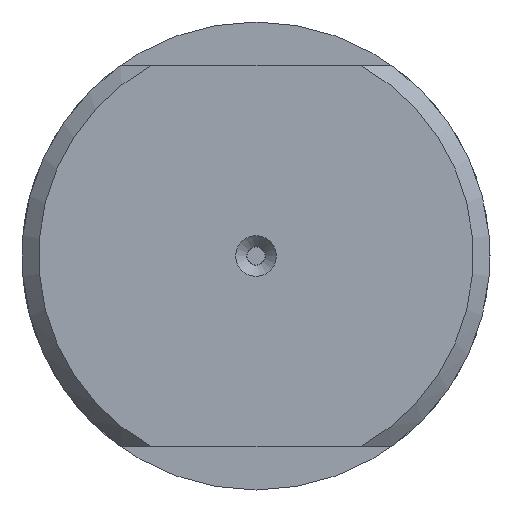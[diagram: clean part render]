
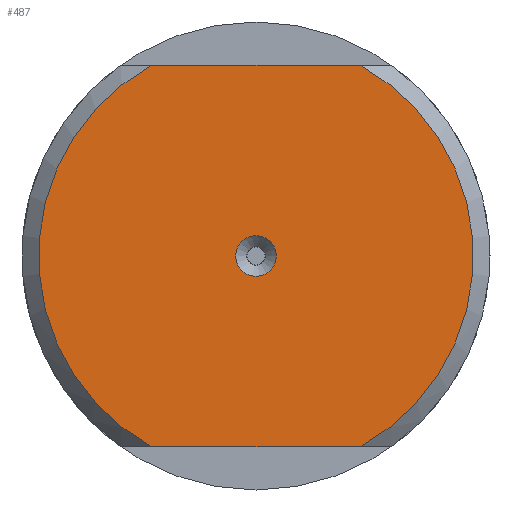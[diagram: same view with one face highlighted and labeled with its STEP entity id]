
A CAD part, left-side view. The second image highlights one B-rep face of the part: STEP entity #487.
In plain terms, the highlighted planar face has unit normal (-1, 0, 0).
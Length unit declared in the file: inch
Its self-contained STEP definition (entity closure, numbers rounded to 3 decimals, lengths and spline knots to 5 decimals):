
#22=LINE('',#848,#32);
#26=LINE('',#865,#36);
#32=VECTOR('',#675,0.37591);
#36=VECTOR('',#681,0.37591);
#52=PLANE('',#556);
#77=FACE_BOUND('',#191,.T.);
#131=FACE_OUTER_BOUND('',#190,.T.);
#190=EDGE_LOOP('',(#414,#415,#416,#417));
#191=EDGE_LOOP('',(#418));
#219=CIRCLE('',#524,0.0365);
#234=CIRCLE('',#555,0.392);
#235=CIRCLE('',#557,0.392);
#253=VERTEX_POINT('',#768);
#270=VERTEX_POINT('',#843);
#271=VERTEX_POINT('',#847);
#276=VERTEX_POINT('',#860);
#277=VERTEX_POINT('',#864);
#297=EDGE_CURVE('',#253,#253,#219,.T.);
#316=EDGE_CURVE('',#271,#270,#22,.T.);
#322=EDGE_CURVE('',#277,#276,#26,.T.);
#330=EDGE_CURVE('',#271,#276,#234,.T.);
#331=EDGE_CURVE('',#277,#270,#235,.T.);
#414=ORIENTED_EDGE('',*,*,#316,.T.);
#415=ORIENTED_EDGE('',*,*,#331,.F.);
#416=ORIENTED_EDGE('',*,*,#322,.T.);
#417=ORIENTED_EDGE('',*,*,#330,.F.);
#418=ORIENTED_EDGE('',*,*,#297,.T.);
#487=ADVANCED_FACE('',(#131,#77),#52,.T.);
#524=AXIS2_PLACEMENT_3D('',#769,#626,#627);
#555=AXIS2_PLACEMENT_3D('',#881,#698,#699);
#556=AXIS2_PLACEMENT_3D('',#882,#700,#701);
#557=AXIS2_PLACEMENT_3D('',#883,#702,#703);
#626=DIRECTION('center_axis',(1.,0.,0.));
#627=DIRECTION('ref_axis',(0.,1.,0.));
#675=DIRECTION('',(0.,-1.,0.));
#681=DIRECTION('',(0.,1.,0.));
#698=DIRECTION('center_axis',(1.,0.,0.));
#699=DIRECTION('ref_axis',(0.,1.,0.));
#700=DIRECTION('center_axis',(-1.,0.,0.));
#701=DIRECTION('ref_axis',(0.,0.,1.));
#702=DIRECTION('center_axis',(1.,0.,0.));
#703=DIRECTION('ref_axis',(0.,1.,0.));
#768=CARTESIAN_POINT('',(0.,0.0365,0.));
#769=CARTESIAN_POINT('Origin',(0.,0.,0.));
#843=CARTESIAN_POINT('',(0.,-0.18796,-0.344));
#847=CARTESIAN_POINT('',(0.,0.18796,-0.344));
#848=CARTESIAN_POINT('',(0.,-0.11077,-0.344));
#860=CARTESIAN_POINT('',(0.,0.18796,0.344));
#864=CARTESIAN_POINT('',(0.,-0.18796,0.344));
#865=CARTESIAN_POINT('',(0.,0.29933,0.344));
#881=CARTESIAN_POINT('Origin',(0.,0.,0.));
#882=CARTESIAN_POINT('Origin',(0.,0.196,0.));
#883=CARTESIAN_POINT('Origin',(0.,0.,0.));
